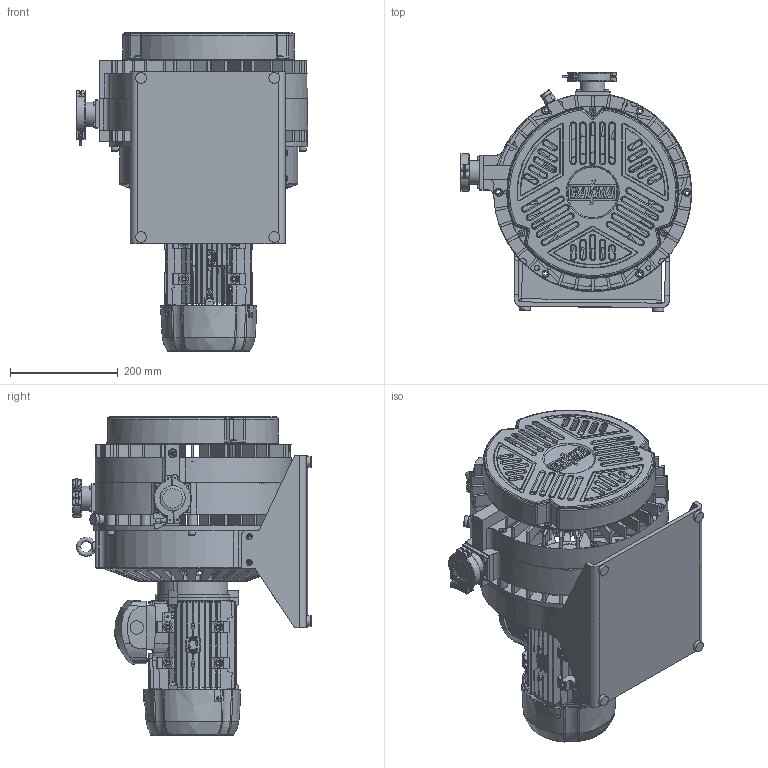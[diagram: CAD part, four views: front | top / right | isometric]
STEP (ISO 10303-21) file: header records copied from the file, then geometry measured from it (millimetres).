
FILE_DESCRIPTION(('STEP AP203'), '1');
FILE_NAME('苂栨-60', '', ('UNSPECIFIED'), ('UNSPECIFIED'), 'C3D Converter', 'C3D Toolkit', '');
FILE_SCHEMA(('CONFIG_CONTROL_DESIGN'));
Length unit declared in the file: millimetre
Bounding box: 430 x 444.16 x 593.32 mm (x, y, z)
Surface area: 2123499 mm2 (no closed solid volume)
Topology: 0 solids, 1876 shells, 1876 faces, 12938 edges, 13438 vertices
Faces by surface type: plane 700, cylinder 598, bspline 254, torus 205, cone 105, extrusion 11, sphere 3
Full cylindrical faces by diameter (mm): 1.2 x1, 2.5 x4, 3 x2, 3.242 x1, 3.459 x1, 4.2 x13, 5 x6, 6 x4, 6.5 x2, 6.8 x12, 8.5 x12, 10 x6, 11 x10, 12 x3, 13 x13, 15 x4, 16 x2, 18 x1, 20 x4, 21 x1, 24 x1, 25 x1, 45 x2, 55 x1, 55.5 x1, 210 x1, 311 x1, 320 x1, 368 x1
Entity records: 232290 total; most frequent: CARTESIAN_POINT 113447, DIRECTION 15284, ORIENTED_EDGE 12400, EDGE_CURVE 12400, VERTEX_POINT 12400, AXIS2_PLACEMENT_3D 5438, COLOUR_RGB 4484, PRESENTATION_STYLE_ASSIGNMENT 4484
